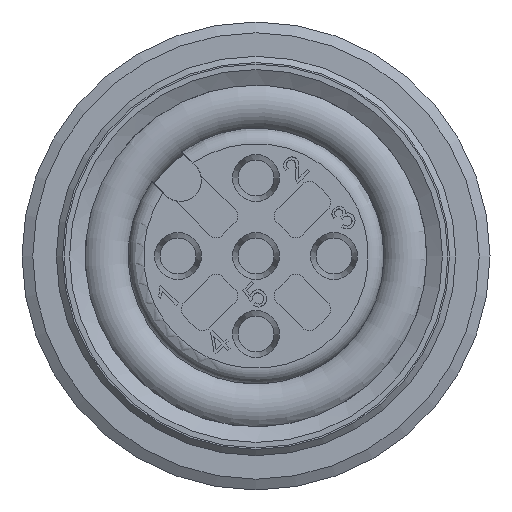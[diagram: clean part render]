
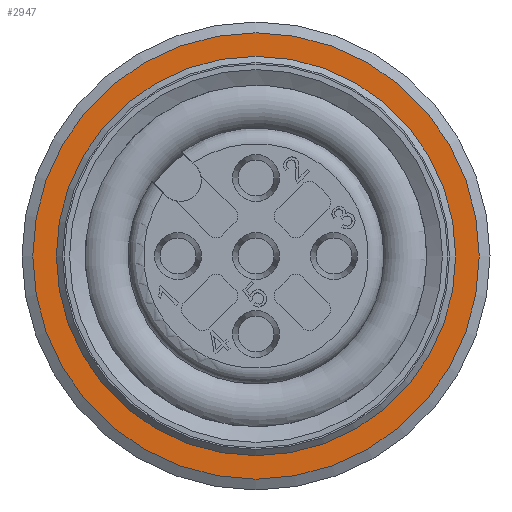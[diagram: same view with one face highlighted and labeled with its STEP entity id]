
A CAD part, left-side view. The second image highlights one B-rep face of the part: STEP entity #2947.
In plain terms, the highlighted planar face has unit normal (-1, 0, 0).
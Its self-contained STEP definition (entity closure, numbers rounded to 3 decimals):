
#378=PLANE('',#10539);
#2947=ADVANCED_FACE('',(#3436,#3437),#378,.F.);
#3436=FACE_BOUND('',#3984,.T.);
#3437=FACE_BOUND('',#3985,.T.);
#3984=EDGE_LOOP('',(#6078));
#3985=EDGE_LOOP('',(#6079));
#6078=ORIENTED_EDGE('',*,*,#8843,.F.);
#6079=ORIENTED_EDGE('',*,*,#8844,.T.);
#7604=VERTEX_POINT('',#18623);
#7605=VERTEX_POINT('',#18626);
#8843=EDGE_CURVE('',#7604,#7604,#9682,.T.);
#8844=EDGE_CURVE('',#7605,#7605,#9683,.T.);
#9682=CIRCLE('',#10536,6.4);
#9683=CIRCLE('',#10538,7.154);
#10536=AXIS2_PLACEMENT_3D('',#18622,#12652,#12653);
#10538=AXIS2_PLACEMENT_3D('',#18625,#12656,#12657);
#10539=AXIS2_PLACEMENT_3D('',#18627,#12658,#12659);
#12652=DIRECTION('',(-1.,0.,0.));
#12653=DIRECTION('',(0.,-1.,0.));
#12656=DIRECTION('',(-1.,0.,0.));
#12657=DIRECTION('',(0.,-1.,0.));
#12658=DIRECTION('',(1.,0.,0.));
#12659=DIRECTION('',(0.,-1.,0.));
#18622=CARTESIAN_POINT('',(42.5,50.,0.));
#18623=CARTESIAN_POINT('',(42.5,43.6,0.));
#18625=CARTESIAN_POINT('',(42.5,50.,0.));
#18626=CARTESIAN_POINT('',(42.5,42.846,0.));
#18627=CARTESIAN_POINT('',(42.5,42.846,0.));
